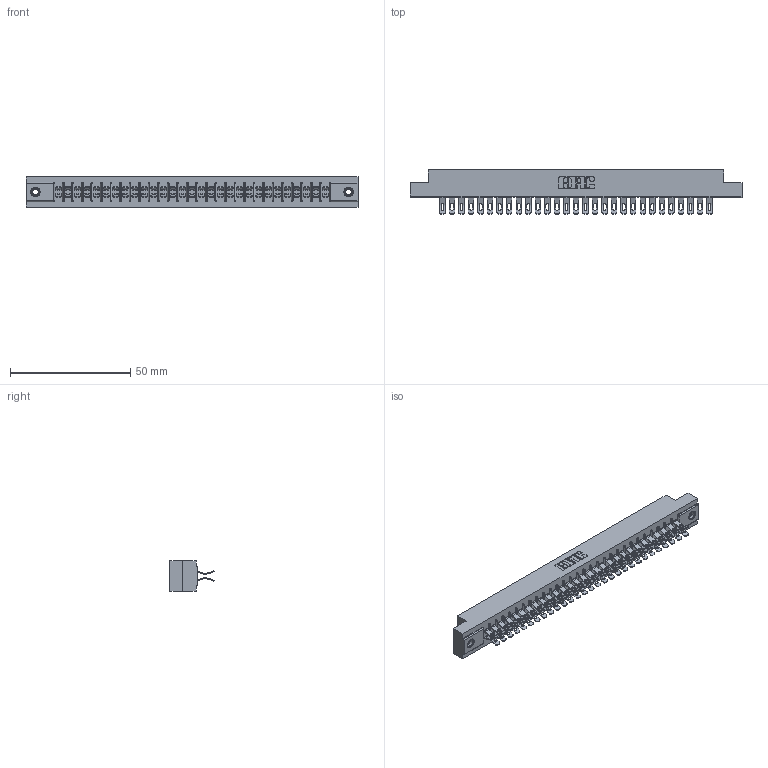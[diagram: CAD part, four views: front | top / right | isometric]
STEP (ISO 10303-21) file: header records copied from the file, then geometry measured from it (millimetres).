
FILE_DESCRIPTION (( 'STEP AP203' ), '1' );
FILE_NAME ('305-058-555-207.STEP', '2019-09-10T00:35:05', ( '' ), ( '' ), 'SwSTEP 2.0', 'SolidWorks 2016', '' );
FILE_SCHEMA (( 'CONFIG_CONTROL_DESIGN' ));
Length unit declared in the file: inch
Products named in the file (4): 305 Part_.156 Dia; 345-250-001_345-250-005-103; 305-290-001_555; 305-058-555-207
Assembly tree (61 placements, depth 2):
  305-058-555-207
    305 Part_.156 Dia
    305-290-001_555  x58
    345-250-001_345-250-005-103  x2
Bounding box: 137.92 x 18.41 x 12.7 mm (x, y, z)
Volume: 14464.3 mm3; surface area: 19237.5 mm2
Topology: 61 solids, 61 shells, 4004 faces, 11907 edges, 7774 vertices
Faces by surface type: plane 1956, cylinder 1916, sphere 116, cone 12, torus 4
Entity records: 34791 total; most frequent: CARTESIAN_POINT 5758, ORIENTED_EDGE 5698, DIRECTION 5585, EDGE_CURVE 2849, LINE 2267, VECTOR 2267, VERTEX_POINT 1816, AXIS2_PLACEMENT_3D 1659
